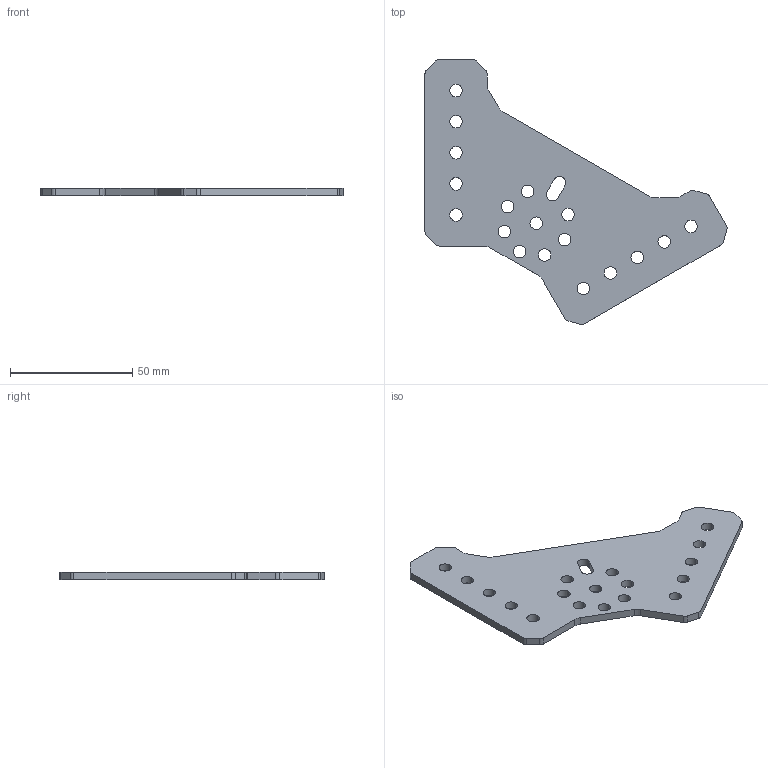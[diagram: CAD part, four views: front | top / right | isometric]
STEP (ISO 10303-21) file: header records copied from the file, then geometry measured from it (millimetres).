
FILE_DESCRIPTION (( 'STEP AP203' ), '1' );
FILE_NAME ('REV-21-1572.STEP', '2018-12-27T22:31:25', ( '' ), ( '' ), 'SwSTEP 2.0', 'SolidWorks 2018', '' );
FILE_SCHEMA (( 'CONFIG_CONTROL_DESIGN' ));
Length unit declared in the file: millimetre
Products named in the file (1): REV-21-1572
Bounding box: 123.44 x 108.25 x 3.17 mm (x, y, z)
Volume: 19652.7 mm3; surface area: 14577.6 mm2
Topology: 1 solids, 1 shells, 79 faces, 231 edges, 154 vertices
Faces by surface type: cylinder 57, plane 22
Entity records: 2832 total; most frequent: DIRECTION 505, CARTESIAN_POINT 465, ORIENTED_EDGE 462, EDGE_CURVE 231, AXIS2_PLACEMENT_3D 194, VERTEX_POINT 154, EDGE_LOOP 117, LINE 117
